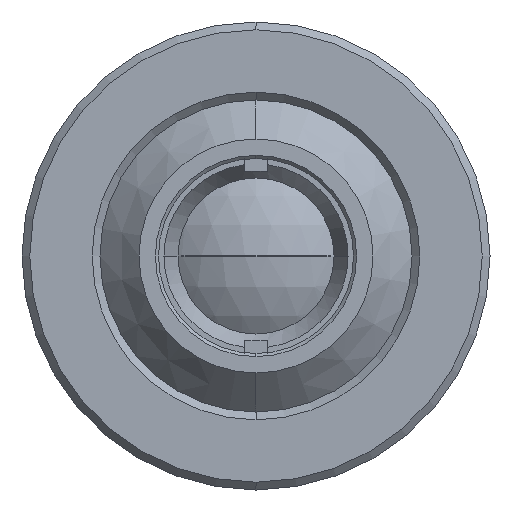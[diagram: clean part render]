
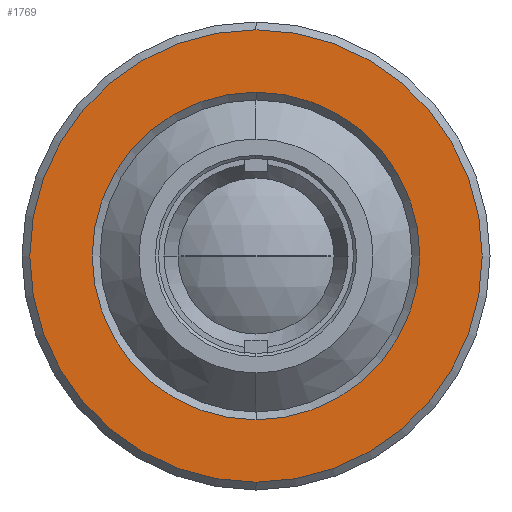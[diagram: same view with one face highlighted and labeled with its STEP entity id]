
A CAD part, left-side view. The second image highlights one B-rep face of the part: STEP entity #1769.
In plain terms, the highlighted planar face has unit normal (-1, 0, 0).
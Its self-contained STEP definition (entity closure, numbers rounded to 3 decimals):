
#58 = CARTESIAN_POINT ( 'NONE',  ( 28.279, 11., 0. ) ) ;
#71 = EDGE_CURVE ( 'NONE', #1295, #1455, #1755, .T. ) ;
#81 = DIRECTION ( 'NONE',  ( 1., 0., 0. ) ) ;
#192 = DIRECTION ( 'NONE',  ( 0., 0., -1. ) ) ;
#290 = DIRECTION ( 'NONE',  ( -1., 0., 0. ) ) ;
#390 = CARTESIAN_POINT ( 'NONE',  ( 28.279, 0., 0. ) ) ;
#400 = CARTESIAN_POINT ( 'NONE',  ( 28.279, 0., 0. ) ) ;
#434 = CARTESIAN_POINT ( 'NONE',  ( 28.279, 0., 0. ) ) ;
#459 = CARTESIAN_POINT ( 'NONE',  ( 28.279, 0., 14.5 ) ) ;
#534 = DIRECTION ( 'NONE',  ( 0., 0., -1. ) ) ;
#723 = DIRECTION ( 'NONE',  ( 0., 0., -1. ) ) ;
#847 = PLANE ( 'NONE',  #925 ) ;
#925 = AXIS2_PLACEMENT_3D ( 'NONE', #58, #81, #192 ) ;
#969 = ORIENTED_EDGE ( 'NONE', *, *, #1558, .T. ) ;
#999 = EDGE_LOOP ( 'NONE', ( #1607, #1415 ) ) ;
#1016 = DIRECTION ( 'NONE',  ( 0., 0., -1. ) ) ;
#1033 = DIRECTION ( 'NONE',  ( 0., 0., -1. ) ) ;
#1036 = VERTEX_POINT ( 'NONE', #1471 ) ;
#1055 = CIRCLE ( 'NONE', #1225, 10.5 ) ;
#1085 = AXIS2_PLACEMENT_3D ( 'NONE', #1831, #290, #1033 ) ;
#1215 = EDGE_CURVE ( 'NONE', #1338, #1036, #1055, .T. ) ;
#1225 = AXIS2_PLACEMENT_3D ( 'NONE', #390, #1684, #1016 ) ;
#1295 = VERTEX_POINT ( 'NONE', #459 ) ;
#1296 = ORIENTED_EDGE ( 'NONE', *, *, #1215, .T. ) ;
#1328 = CIRCLE ( 'NONE', #1957, 14.5 ) ;
#1338 = VERTEX_POINT ( 'NONE', #2044 ) ;
#1415 = ORIENTED_EDGE ( 'NONE', *, *, #71, .T. ) ;
#1455 = VERTEX_POINT ( 'NONE', #1931 ) ;
#1466 = FACE_OUTER_BOUND ( 'NONE', #999, .T. ) ;
#1471 = CARTESIAN_POINT ( 'NONE',  ( 28.279, 0., 10.5 ) ) ;
#1495 = FACE_BOUND ( 'NONE', #1772, .T. ) ;
#1509 = DIRECTION ( 'NONE',  ( 1., 0., 0. ) ) ;
#1558 = EDGE_CURVE ( 'NONE', #1036, #1338, #2020, .T. ) ;
#1607 = ORIENTED_EDGE ( 'NONE', *, *, #1890, .T. ) ;
#1684 = DIRECTION ( 'NONE',  ( 1., 0., 0. ) ) ;
#1755 = CIRCLE ( 'NONE', #1085, 14.5 ) ;
#1769 = ADVANCED_FACE ( 'NONE', ( #1495, #1466 ), #847, .F. ) ;
#1772 = EDGE_LOOP ( 'NONE', ( #969, #1296 ) ) ;
#1831 = CARTESIAN_POINT ( 'NONE',  ( 28.279, 0., 0. ) ) ;
#1843 = DIRECTION ( 'NONE',  ( -1., 0., 0. ) ) ;
#1890 = EDGE_CURVE ( 'NONE', #1455, #1295, #1328, .T. ) ;
#1920 = AXIS2_PLACEMENT_3D ( 'NONE', #400, #1509, #534 ) ;
#1931 = CARTESIAN_POINT ( 'NONE',  ( 28.279, 0., -14.5 ) ) ;
#1957 = AXIS2_PLACEMENT_3D ( 'NONE', #434, #1843, #723 ) ;
#2020 = CIRCLE ( 'NONE', #1920, 10.5 ) ;
#2044 = CARTESIAN_POINT ( 'NONE',  ( 28.279, 0., -10.5 ) ) ;
